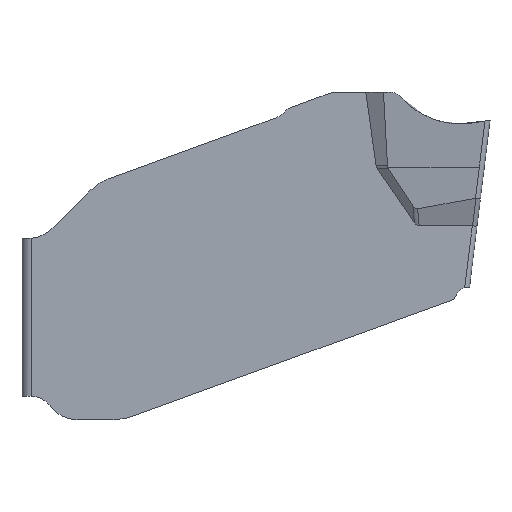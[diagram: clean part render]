
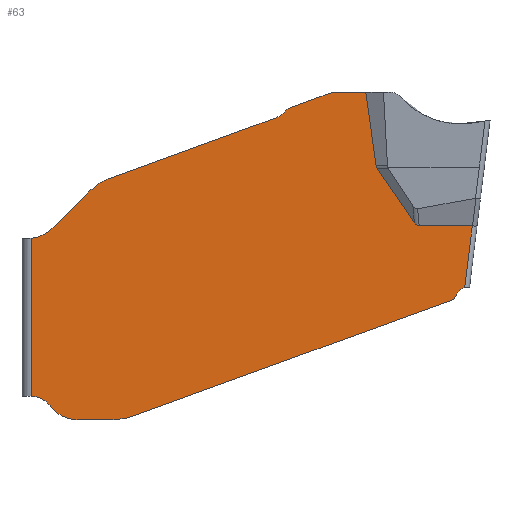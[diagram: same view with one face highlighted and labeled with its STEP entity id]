
A CAD part, left-side view. The second image highlights one B-rep face of the part: STEP entity #63.
In plain terms, the highlighted planar face has unit normal (-1, 0, 0).
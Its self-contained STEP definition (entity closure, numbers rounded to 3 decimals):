
#63=ADVANCED_FACE('BODY_R_SUR',(#142),#116,.F.);
#116=PLANE('',#1109);
#142=FACE_OUTER_BOUND('',#195,.T.);
#195=EDGE_LOOP('',(#325,#326,#327,#328,#329,#330,#331,#332,#333,#334,#335,
#336,#337,#338,#339,#340,#341,#342,#343,#344,#345,#346,#347,#348,#349,#350,
#351,#352));
#251=ELLIPSE('',#1097,0.617,0.2);
#252=ELLIPSE('',#1098,0.4,0.2);
#253=ELLIPSE('',#1103,1.32,1.);
#254=ELLIPSE('',#1107,1.46,1.);
#284=CIRCLE('',#1096,0.3);
#285=CIRCLE('',#1099,0.2);
#286=CIRCLE('',#1100,0.2);
#287=CIRCLE('',#1101,0.491);
#288=CIRCLE('',#1102,1.);
#289=CIRCLE('',#1104,0.8);
#290=CIRCLE('',#1105,0.5);
#291=CIRCLE('',#1106,0.75);
#292=CIRCLE('',#1108,0.1);
#325=ORIENTED_EDGE('',*,*,#727,.T.);
#326=ORIENTED_EDGE('',*,*,#728,.T.);
#327=ORIENTED_EDGE('',*,*,#729,.F.);
#328=ORIENTED_EDGE('',*,*,#730,.F.);
#329=ORIENTED_EDGE('',*,*,#731,.F.);
#330=ORIENTED_EDGE('',*,*,#732,.F.);
#331=ORIENTED_EDGE('',*,*,#733,.F.);
#332=ORIENTED_EDGE('',*,*,#734,.F.);
#333=ORIENTED_EDGE('',*,*,#735,.F.);
#334=ORIENTED_EDGE('',*,*,#736,.F.);
#335=ORIENTED_EDGE('',*,*,#737,.F.);
#336=ORIENTED_EDGE('',*,*,#738,.F.);
#337=ORIENTED_EDGE('',*,*,#739,.F.);
#338=ORIENTED_EDGE('',*,*,#740,.F.);
#339=ORIENTED_EDGE('',*,*,#741,.F.);
#340=ORIENTED_EDGE('',*,*,#742,.F.);
#341=ORIENTED_EDGE('',*,*,#743,.F.);
#342=ORIENTED_EDGE('',*,*,#744,.F.);
#343=ORIENTED_EDGE('',*,*,#745,.T.);
#344=ORIENTED_EDGE('',*,*,#746,.T.);
#345=ORIENTED_EDGE('',*,*,#747,.T.);
#346=ORIENTED_EDGE('',*,*,#748,.T.);
#347=ORIENTED_EDGE('',*,*,#749,.T.);
#348=ORIENTED_EDGE('',*,*,#750,.T.);
#349=ORIENTED_EDGE('',*,*,#751,.T.);
#350=ORIENTED_EDGE('',*,*,#752,.T.);
#351=ORIENTED_EDGE('',*,*,#753,.T.);
#352=ORIENTED_EDGE('',*,*,#754,.T.);
#627=VERTEX_POINT('',#1620);
#628=VERTEX_POINT('',#1621);
#629=VERTEX_POINT('',#1623);
#630=VERTEX_POINT('',#1625);
#631=VERTEX_POINT('',#1627);
#632=VERTEX_POINT('',#1629);
#633=VERTEX_POINT('',#1631);
#634=VERTEX_POINT('',#1633);
#635=VERTEX_POINT('',#1635);
#636=VERTEX_POINT('',#1637);
#637=VERTEX_POINT('',#1639);
#638=VERTEX_POINT('',#1641);
#639=VERTEX_POINT('',#1643);
#640=VERTEX_POINT('',#1645);
#641=VERTEX_POINT('',#1647);
#642=VERTEX_POINT('',#1652);
#643=VERTEX_POINT('',#1654);
#644=VERTEX_POINT('',#1656);
#645=VERTEX_POINT('',#1658);
#646=VERTEX_POINT('',#1660);
#647=VERTEX_POINT('',#1662);
#648=VERTEX_POINT('',#1664);
#649=VERTEX_POINT('',#1666);
#650=VERTEX_POINT('',#1668);
#651=VERTEX_POINT('',#1673);
#652=VERTEX_POINT('',#1675);
#653=VERTEX_POINT('',#1677);
#654=VERTEX_POINT('',#1679);
#727=EDGE_CURVE('',#627,#628,#284,.T.);
#728=EDGE_CURVE('',#628,#629,#863,.T.);
#729=EDGE_CURVE('',#630,#629,#864,.T.);
#730=EDGE_CURVE('',#631,#630,#251,.T.);
#731=EDGE_CURVE('',#632,#631,#865,.T.);
#732=EDGE_CURVE('',#633,#632,#252,.T.);
#733=EDGE_CURVE('',#634,#633,#866,.T.);
#734=EDGE_CURVE('',#635,#634,#867,.T.);
#735=EDGE_CURVE('',#636,#635,#285,.T.);
#736=EDGE_CURVE('',#637,#636,#868,.T.);
#737=EDGE_CURVE('',#638,#637,#286,.T.);
#738=EDGE_CURVE('',#639,#638,#287,.T.);
#739=EDGE_CURVE('',#640,#639,#869,.T.);
#740=EDGE_CURVE('',#641,#640,#288,.T.);
#741=EDGE_CURVE('',#642,#641,#1047,.T.);
#742=EDGE_CURVE('',#643,#642,#253,.T.);
#743=EDGE_CURVE('',#644,#643,#870,.T.);
#744=EDGE_CURVE('',#645,#644,#289,.T.);
#745=EDGE_CURVE('',#645,#646,#871,.T.);
#746=EDGE_CURVE('',#646,#647,#290,.T.);
#747=EDGE_CURVE('',#647,#648,#291,.T.);
#748=EDGE_CURVE('',#648,#649,#872,.T.);
#749=EDGE_CURVE('',#649,#650,#254,.T.);
#750=EDGE_CURVE('',#650,#651,#1048,.T.);
#751=EDGE_CURVE('',#651,#652,#873,.T.);
#752=EDGE_CURVE('',#652,#653,#874,.T.);
#753=EDGE_CURVE('',#653,#654,#292,.T.);
#754=EDGE_CURVE('',#654,#627,#875,.T.);
#863=LINE('',#1622,#954);
#864=LINE('',#1624,#955);
#865=LINE('',#1628,#956);
#866=LINE('',#1632,#957);
#867=LINE('',#1634,#958);
#868=LINE('',#1638,#959);
#869=LINE('',#1644,#960);
#870=LINE('',#1655,#961);
#871=LINE('',#1659,#962);
#872=LINE('',#1665,#963);
#873=LINE('',#1674,#964);
#874=LINE('',#1676,#965);
#875=LINE('',#1680,#966);
#954=VECTOR('',#1229,1.);
#955=VECTOR('',#1230,1.);
#956=VECTOR('',#1233,1.);
#957=VECTOR('',#1236,1.);
#958=VECTOR('',#1237,1.);
#959=VECTOR('',#1240,1.);
#960=VECTOR('',#1245,1.);
#961=VECTOR('',#1250,1.);
#962=VECTOR('',#1253,1.);
#963=VECTOR('',#1258,1.);
#964=VECTOR('',#1261,1.);
#965=VECTOR('',#1262,1.);
#966=VECTOR('',#1265,1.);
#1047=B_SPLINE_CURVE_WITH_KNOTS('',3,(#1648,#1649,#1650,#1651),
 .UNSPECIFIED.,.F.,.F.,(4,4),(0.,1.),.UNSPECIFIED.);
#1048=B_SPLINE_CURVE_WITH_KNOTS('',3,(#1669,#1670,#1671,#1672),
 .UNSPECIFIED.,.F.,.F.,(4,4),(0.,1.),.UNSPECIFIED.);
#1096=AXIS2_PLACEMENT_3D('',#1619,#1227,#1228);
#1097=AXIS2_PLACEMENT_3D('',#1626,#1231,#1232);
#1098=AXIS2_PLACEMENT_3D('',#1630,#1234,#1235);
#1099=AXIS2_PLACEMENT_3D('',#1636,#1238,#1239);
#1100=AXIS2_PLACEMENT_3D('',#1640,#1241,#1242);
#1101=AXIS2_PLACEMENT_3D('',#1642,#1243,#1244);
#1102=AXIS2_PLACEMENT_3D('',#1646,#1246,#1247);
#1103=AXIS2_PLACEMENT_3D('',#1653,#1248,#1249);
#1104=AXIS2_PLACEMENT_3D('',#1657,#1251,#1252);
#1105=AXIS2_PLACEMENT_3D('',#1661,#1254,#1255);
#1106=AXIS2_PLACEMENT_3D('',#1663,#1256,#1257);
#1107=AXIS2_PLACEMENT_3D('',#1667,#1259,#1260);
#1108=AXIS2_PLACEMENT_3D('',#1678,#1263,#1264);
#1109=AXIS2_PLACEMENT_3D('',#1681,#1266,#1267);
#1227=DIRECTION('',(1.,0.,0.));
#1228=DIRECTION('',(0.,0.,-1.));
#1229=DIRECTION('',(0.,-0.122,0.993));
#1230=DIRECTION('',(0.,-1.,0.));
#1231=DIRECTION('',(-1.,0.,0.));
#1232=DIRECTION('',(0.,-0.092,-0.996));
#1233=DIRECTION('',(0.,-0.567,-0.824));
#1234=DIRECTION('',(-1.,0.,0.));
#1235=DIRECTION('',(0.,-1.,0.));
#1236=DIRECTION('',(0.,-0.139,-0.99));
#1237=DIRECTION('',(0.,-1.,0.));
#1238=DIRECTION('',(1.,0.,0.));
#1239=DIRECTION('',(0.,0.,-1.));
#1240=DIRECTION('',(0.,-0.94,0.342));
#1241=DIRECTION('',(1.,0.,0.));
#1242=DIRECTION('',(0.,0.,-1.));
#1243=DIRECTION('',(-1.,0.,0.));
#1244=DIRECTION('',(0.,0.,-1.));
#1245=DIRECTION('',(0.,-0.94,0.342));
#1246=DIRECTION('',(1.,0.,0.));
#1247=DIRECTION('',(0.,0.,-1.));
#1248=DIRECTION('',(1.,0.,0.));
#1249=DIRECTION('',(0.,0.707,-0.707));
#1250=DIRECTION('',(0.,-0.707,0.707));
#1251=DIRECTION('',(-1.,0.,0.));
#1252=DIRECTION('',(0.,0.,-1.));
#1253=DIRECTION('',(0.,0.,-1.));
#1254=DIRECTION('',(1.,0.,0.));
#1255=DIRECTION('',(0.,0.,-1.));
#1256=DIRECTION('',(-1.,0.,0.));
#1257=DIRECTION('',(0.,0.,-1.));
#1258=DIRECTION('',(0.,-1.,0.));
#1259=DIRECTION('',(-1.,0.,0.));
#1260=DIRECTION('',(0.,-1.,0.));
#1261=DIRECTION('',(0.,-0.94,0.341));
#1262=DIRECTION('',(0.,-0.94,0.342));
#1263=DIRECTION('',(-1.,0.,0.));
#1264=DIRECTION('',(0.,0.,-1.));
#1265=DIRECTION('',(0.,-0.5,0.866));
#1266=DIRECTION('',(1.,0.,0.));
#1267=DIRECTION('',(0.,0.,-1.));
#1619=CARTESIAN_POINT('',(-0.95,-4.55,-3.866));
#1620=CARTESIAN_POINT('',(-0.95,-4.29,-3.716));
#1621=CARTESIAN_POINT('',(-0.95,-4.46,-3.58));
#1622=CARTESIAN_POINT('',(-0.95,-4.826,-0.593));
#1623=CARTESIAN_POINT('',(-0.95,-4.622,-2.256));
#1624=CARTESIAN_POINT('',(-0.95,0.,-2.256));
#1625=CARTESIAN_POINT('',(-0.95,-3.485,-2.256));
#1626=CARTESIAN_POINT('',(-0.95,-3.435,-1.642));
#1627=CARTESIAN_POINT('',(-0.95,-3.384,-2.183));
#1628=CARTESIAN_POINT('',(-0.95,-1.276,0.879));
#1629=CARTESIAN_POINT('',(-0.95,-2.587,-1.025));
#1630=CARTESIAN_POINT('',(-0.95,-2.965,-0.96));
#1631=CARTESIAN_POINT('',(-0.95,-2.566,-0.974));
#1632=CARTESIAN_POINT('',(-0.95,-2.383,0.333));
#1633=CARTESIAN_POINT('',(-0.95,-2.346,0.6));
#1634=CARTESIAN_POINT('',(-0.95,0.,0.6));
#1635=CARTESIAN_POINT('',(-0.95,-1.675,0.6));
#1636=CARTESIAN_POINT('',(-0.95,-1.675,0.4));
#1637=CARTESIAN_POINT('',(-0.95,-1.607,0.588));
#1638=CARTESIAN_POINT('',(-0.95,0.001,0.003));
#1639=CARTESIAN_POINT('',(-0.95,-0.71,0.262));
#1640=CARTESIAN_POINT('',(-0.95,-0.778,0.074));
#1641=CARTESIAN_POINT('',(-0.95,-0.622,0.199));
#1642=CARTESIAN_POINT('',(-0.95,-0.24,0.506));
#1643=CARTESIAN_POINT('',(-0.95,-0.408,0.045));
#1644=CARTESIAN_POINT('',(-0.95,-0.033,-0.091));
#1645=CARTESIAN_POINT('',(-0.95,3.159,-1.253));
#1646=CARTESIAN_POINT('',(-0.95,2.817,-2.193));
#1647=CARTESIAN_POINT('',(-0.95,3.332,-1.336));
#1648=CARTESIAN_POINT('',(-0.95,3.386,-1.372));
#1649=CARTESIAN_POINT('',(-0.95,3.369,-1.359));
#1650=CARTESIAN_POINT('',(-0.95,3.351,-1.347));
#1651=CARTESIAN_POINT('',(-0.95,3.332,-1.336));
#1652=CARTESIAN_POINT('',(-0.95,3.386,-1.372));
#1653=CARTESIAN_POINT('',(-0.95,2.864,-2.239));
#1654=CARTESIAN_POINT('',(-0.95,3.571,-1.532));
#1655=CARTESIAN_POINT('',(-0.95,1.019,1.019));
#1656=CARTESIAN_POINT('',(-0.95,4.334,-2.296));
#1657=CARTESIAN_POINT('',(-0.95,4.9,-1.73));
#1658=CARTESIAN_POINT('',(-0.95,4.8,-2.524));
#1659=CARTESIAN_POINT('',(-0.95,4.8,-8.));
#1660=CARTESIAN_POINT('',(-0.95,4.8,-5.9));
#1661=CARTESIAN_POINT('',(-0.95,4.8,-6.4));
#1662=CARTESIAN_POINT('',(-0.95,4.4,-6.1));
#1663=CARTESIAN_POINT('',(-0.95,3.8,-5.65));
#1664=CARTESIAN_POINT('',(-0.95,3.8,-6.4));
#1665=CARTESIAN_POINT('',(-0.95,0.,-6.4));
#1666=CARTESIAN_POINT('',(-0.95,3.155,-6.4));
#1667=CARTESIAN_POINT('',(-0.95,3.155,-5.4));
#1668=CARTESIAN_POINT('',(-0.95,2.768,-6.364));
#1669=CARTESIAN_POINT('',(-0.95,2.768,-6.364));
#1670=CARTESIAN_POINT('',(-0.95,2.737,-6.359));
#1671=CARTESIAN_POINT('',(-0.95,2.707,-6.35));
#1672=CARTESIAN_POINT('',(-0.95,2.678,-6.34));
#1673=CARTESIAN_POINT('',(-0.95,2.678,-6.34));
#1674=CARTESIAN_POINT('',(-0.95,-1.722,-4.742));
#1675=CARTESIAN_POINT('',(-0.95,2.677,-6.339));
#1676=CARTESIAN_POINT('',(-0.95,-1.724,-4.737));
#1677=CARTESIAN_POINT('',(-0.95,-4.192,-3.839));
#1678=CARTESIAN_POINT('',(-0.95,-4.158,-3.745));
#1679=CARTESIAN_POINT('',(-0.95,-4.245,-3.795));
#1680=CARTESIAN_POINT('',(-0.95,-4.827,-2.787));
#1681=CARTESIAN_POINT('',(-0.95,0.,0.));
